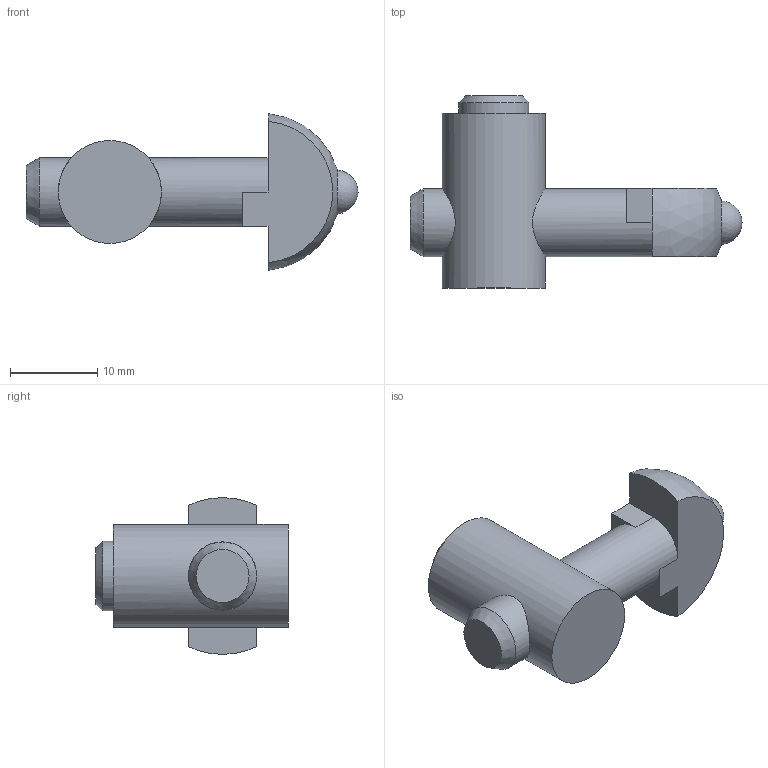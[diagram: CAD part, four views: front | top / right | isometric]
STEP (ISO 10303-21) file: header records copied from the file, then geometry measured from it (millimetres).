
FILE_DESCRIPTION( ( 'STEP AP214' ), '1' );
FILE_NAME( 'K1033.0890.stp', '2020-12-10T09:20:27', ( '' ), ( '' ), ' ', 'PARTsolutions', ' ' );
FILE_SCHEMA( ( 'AUTOMOTIVE_DESIGN { 1 0 10303 214 1 1 1 1 }' ) );
Length unit declared in the file: millimetre
Products named in the file (1): _K1033.0890
Bounding box: 38 x 22 x 17.95 mm (x, y, z)
Volume: 3797.7 mm3; surface area: 2052.5 mm2
Topology: 1 solids, 2 shells, 31 faces, 77 edges, 51 vertices
Faces by surface type: plane 19, cylinder 6, cone 4, sphere 2
Full cylindrical faces by diameter (mm): 6.647 x1, 7.8 x2, 8 x1, 11.8 x1
Entity records: 1300 total; most frequent: CARTESIAN_POINT 395, DIRECTION 132, ORIENTED_EDGE 110, EDGE_CURVE 55, AXIS2_PLACEMENT_3D 49, EDGE_LOOP 44, VERTEX_POINT 44, FACE_OUTER_BOUND 37
